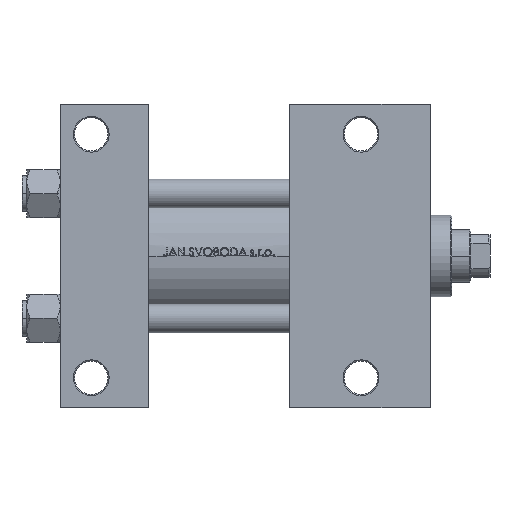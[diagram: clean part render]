
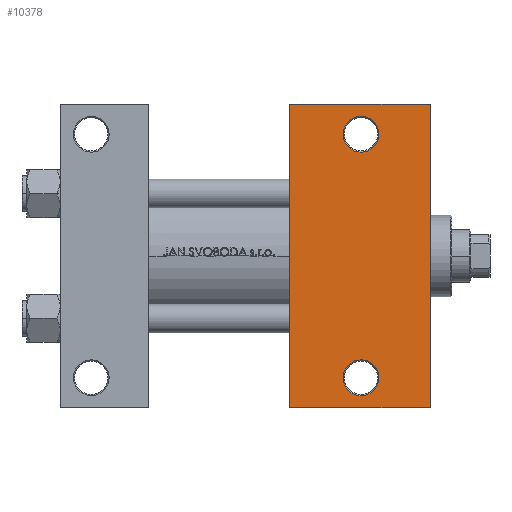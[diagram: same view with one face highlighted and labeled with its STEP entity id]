
A CAD part, front view. The second image highlights one B-rep face of the part: STEP entity #10378.
In plain terms, the highlighted face is planar.
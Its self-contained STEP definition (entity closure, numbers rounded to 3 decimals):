
#613 = EDGE_CURVE ( 'NONE', #636, #15905, #2135, .T. ) ;
#636 = VERTEX_POINT ( 'NONE', #23791 ) ;
#1344 = DIRECTION ( 'NONE',  ( -1., 0., 0. ) ) ;
#1429 = CARTESIAN_POINT ( 'NONE',  ( 126., 51., -37.5 ) ) ;
#1546 = VERTEX_POINT ( 'NONE', #2737 ) ;
#2135 = CIRCLE ( 'NONE', #39439, 7.5 ) ;
#2737 = CARTESIAN_POINT ( 'NONE',  ( 155., -63.5, -37.5 ) ) ;
#3321 = ORIENTED_EDGE ( 'NONE', *, *, #15869, .T. ) ;
#3696 = VERTEX_POINT ( 'NONE', #48607 ) ;
#4808 = EDGE_CURVE ( 'NONE', #15905, #636, #46594, .T. ) ;
#4825 = CARTESIAN_POINT ( 'NONE',  ( 126., -51., -37.5 ) ) ;
#5008 = CARTESIAN_POINT ( 'NONE',  ( 118.5, 51., -37.5 ) ) ;
#5419 = CARTESIAN_POINT ( 'NONE',  ( 118.5, -51., -37.5 ) ) ;
#6499 = EDGE_CURVE ( 'NONE', #26884, #45034, #15169, .T. ) ;
#6586 = ORIENTED_EDGE ( 'NONE', *, *, #10321, .T. ) ;
#7118 = VERTEX_POINT ( 'NONE', #5008 ) ;
#8930 = LINE ( 'NONE', #35489, #22326 ) ;
#10050 = CARTESIAN_POINT ( 'NONE',  ( 96., -63.5, -37.5 ) ) ;
#10321 = EDGE_CURVE ( 'NONE', #7118, #3696, #36455, .T. ) ;
#10378 = ADVANCED_FACE ( 'NONE', ( #48084, #25491, #10845 ), #14809, .T. ) ;
#10845 = FACE_OUTER_BOUND ( 'NONE', #29592, .T. ) ;
#12851 = DIRECTION ( 'NONE',  ( -1., 0., 0. ) ) ;
#12870 = CARTESIAN_POINT ( 'NONE',  ( 126., -51., -37.5 ) ) ;
#13442 = AXIS2_PLACEMENT_3D ( 'NONE', #1429, #16568, #12851 ) ;
#13512 = CARTESIAN_POINT ( 'NONE',  ( 155., 63.5, -37.5 ) ) ;
#14809 = PLANE ( 'NONE',  #41216 ) ;
#15169 = LINE ( 'NONE', #34037, #18053 ) ;
#15869 = EDGE_CURVE ( 'NONE', #3696, #7118, #42219, .T. ) ;
#15905 = VERTEX_POINT ( 'NONE', #5419 ) ;
#16568 = DIRECTION ( 'NONE',  ( 0., 0., 1. ) ) ;
#16594 = DIRECTION ( 'NONE',  ( -1., 0., 0. ) ) ;
#18053 = VECTOR ( 'NONE', #37266, 1000. ) ;
#18534 = CARTESIAN_POINT ( 'NONE',  ( 155., 37.5, -37.5 ) ) ;
#19727 = CARTESIAN_POINT ( 'NONE',  ( 155., 37.5, -37.5 ) ) ;
#19986 = VERTEX_POINT ( 'NONE', #13512 ) ;
#20441 = EDGE_LOOP ( 'NONE', ( #27389, #37257 ) ) ;
#22326 = VECTOR ( 'NONE', #34769, 1000. ) ;
#22763 = EDGE_CURVE ( 'NONE', #1546, #45034, #44074, .T. ) ;
#23791 = CARTESIAN_POINT ( 'NONE',  ( 133.5, -51., -37.5 ) ) ;
#24246 = EDGE_LOOP ( 'NONE', ( #6586, #3321 ) ) ;
#25180 = DIRECTION ( 'NONE',  ( -1., 0., 0. ) ) ;
#25491 = FACE_BOUND ( 'NONE', #20441, .T. ) ;
#26884 = VERTEX_POINT ( 'NONE', #42383 ) ;
#27389 = ORIENTED_EDGE ( 'NONE', *, *, #4808, .T. ) ;
#27800 = ORIENTED_EDGE ( 'NONE', *, *, #47233, .T. ) ;
#29592 = EDGE_LOOP ( 'NONE', ( #48752, #27800, #48435, #32876 ) ) ;
#32298 = DIRECTION ( 'NONE',  ( 0., -1., 0. ) ) ;
#32876 = ORIENTED_EDGE ( 'NONE', *, *, #22763, .T. ) ;
#33906 = AXIS2_PLACEMENT_3D ( 'NONE', #4825, #38846, #1344 ) ;
#34037 = CARTESIAN_POINT ( 'NONE',  ( 96., 37.5, -37.5 ) ) ;
#34173 = VECTOR ( 'NONE', #32298, 1000. ) ;
#34769 = DIRECTION ( 'NONE',  ( 1., 0., 0. ) ) ;
#35118 = LINE ( 'NONE', #19727, #34173 ) ;
#35489 = CARTESIAN_POINT ( 'NONE',  ( 96., 63.5, -37.5 ) ) ;
#36455 = CIRCLE ( 'NONE', #13442, 7.5 ) ;
#36916 = DIRECTION ( 'NONE',  ( 0., 0., -1. ) ) ;
#37257 = ORIENTED_EDGE ( 'NONE', *, *, #613, .T. ) ;
#37266 = DIRECTION ( 'NONE',  ( 0., -1., 0. ) ) ;
#38846 = DIRECTION ( 'NONE',  ( 0., 0., 1. ) ) ;
#39212 = CARTESIAN_POINT ( 'NONE',  ( 126., 51., -37.5 ) ) ;
#39439 = AXIS2_PLACEMENT_3D ( 'NONE', #12870, #43670, #16594 ) ;
#39928 = VECTOR ( 'NONE', #25180, 1000. ) ;
#41216 = AXIS2_PLACEMENT_3D ( 'NONE', #18534, #36916, #49071 ) ;
#41438 = EDGE_CURVE ( 'NONE', #19986, #1546, #35118, .T. ) ;
#42219 = CIRCLE ( 'NONE', #45364, 7.5 ) ;
#42383 = CARTESIAN_POINT ( 'NONE',  ( 96., 63.5, -37.5 ) ) ;
#43670 = DIRECTION ( 'NONE',  ( 0., 0., 1. ) ) ;
#44074 = LINE ( 'NONE', #10050, #39928 ) ;
#45034 = VERTEX_POINT ( 'NONE', #47077 ) ;
#45364 = AXIS2_PLACEMENT_3D ( 'NONE', #39212, #47152, #46188 ) ;
#46188 = DIRECTION ( 'NONE',  ( -1., 0., 0. ) ) ;
#46594 = CIRCLE ( 'NONE', #33906, 7.5 ) ;
#47077 = CARTESIAN_POINT ( 'NONE',  ( 96., -63.5, -37.5 ) ) ;
#47152 = DIRECTION ( 'NONE',  ( 0., 0., 1. ) ) ;
#47233 = EDGE_CURVE ( 'NONE', #26884, #19986, #8930, .T. ) ;
#48084 = FACE_BOUND ( 'NONE', #24246, .T. ) ;
#48435 = ORIENTED_EDGE ( 'NONE', *, *, #41438, .T. ) ;
#48607 = CARTESIAN_POINT ( 'NONE',  ( 133.5, 51., -37.5 ) ) ;
#48752 = ORIENTED_EDGE ( 'NONE', *, *, #6499, .F. ) ;
#49071 = DIRECTION ( 'NONE',  ( -1., 0., 0. ) ) ;
